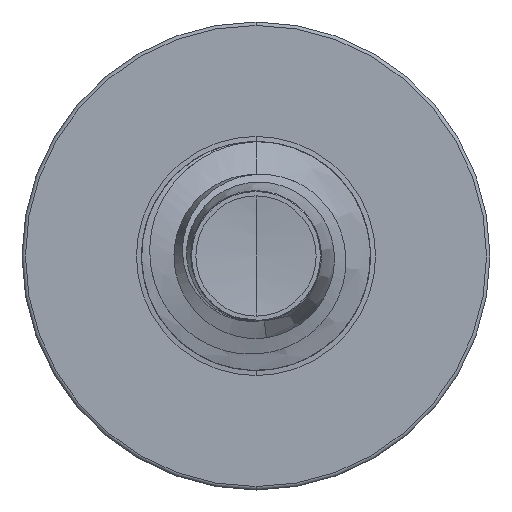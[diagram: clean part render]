
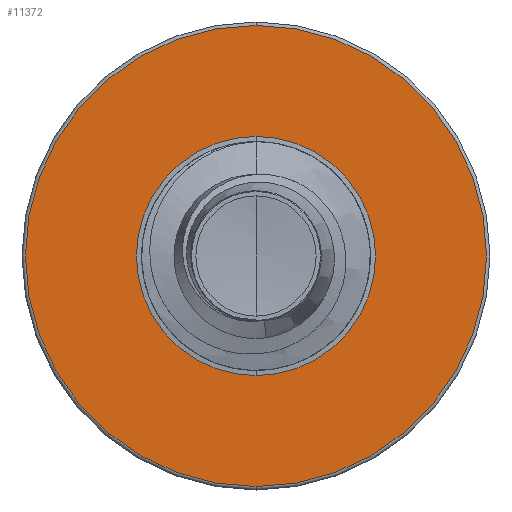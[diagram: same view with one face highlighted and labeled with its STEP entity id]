
A CAD part, front view. The second image highlights one B-rep face of the part: STEP entity #11372.
In plain terms, the highlighted planar face has unit normal (0, -1, 0).
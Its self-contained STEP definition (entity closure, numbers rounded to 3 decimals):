
#629 = FACE_BOUND ( 'NONE', #1765, .T. ) ;
#848 = CARTESIAN_POINT ( 'NONE',  ( 0., 7., 1.15 ) ) ;
#1076 = EDGE_CURVE ( 'NONE', #8965, #12368, #15095, .T. ) ;
#1338 = ORIENTED_EDGE ( 'NONE', *, *, #2333, .F. ) ;
#1441 = CARTESIAN_POINT ( 'NONE',  ( 0., 7., -1.15 ) ) ;
#1765 = EDGE_LOOP ( 'NONE', ( #2093, #1789 ) ) ;
#1789 = ORIENTED_EDGE ( 'NONE', *, *, #8795, .T. ) ;
#2093 = ORIENTED_EDGE ( 'NONE', *, *, #1076, .T. ) ;
#2333 = EDGE_CURVE ( 'NONE', #9991, #9018, #4512, .T. ) ;
#2651 = DIRECTION ( 'NONE',  ( 0., 0., 1. ) ) ;
#2670 = DIRECTION ( 'NONE',  ( 0., 1., 0. ) ) ;
#3309 = DIRECTION ( 'NONE',  ( 0., 0., 1. ) ) ;
#3578 = CARTESIAN_POINT ( 'NONE',  ( 0., 7., 0. ) ) ;
#4323 = DIRECTION ( 'NONE',  ( 0., 1., 0. ) ) ;
#4512 = CIRCLE ( 'NONE', #4717, 2.217 ) ;
#4717 = AXIS2_PLACEMENT_3D ( 'NONE', #10726, #11841, #8878 ) ;
#4993 = AXIS2_PLACEMENT_3D ( 'NONE', #3578, #2670, #2651 ) ;
#5986 = CARTESIAN_POINT ( 'NONE',  ( 0., 7., -2.217 ) ) ;
#6905 = CARTESIAN_POINT ( 'NONE',  ( 0., 7., -1.15 ) ) ;
#6967 = CIRCLE ( 'NONE', #11056, 2.217 ) ;
#6992 = CARTESIAN_POINT ( 'NONE',  ( 0., 7., 0. ) ) ;
#8185 = DIRECTION ( 'NONE',  ( 0., 0., 1. ) ) ;
#8795 = EDGE_CURVE ( 'NONE', #12368, #8965, #11177, .T. ) ;
#8878 = DIRECTION ( 'NONE',  ( 0., 0., 1. ) ) ;
#8965 = VERTEX_POINT ( 'NONE', #848 ) ;
#9018 = VERTEX_POINT ( 'NONE', #5986 ) ;
#9733 = EDGE_LOOP ( 'NONE', ( #1338, #10516 ) ) ;
#9902 = EDGE_CURVE ( 'NONE', #9018, #9991, #6967, .T. ) ;
#9991 = VERTEX_POINT ( 'NONE', #10289 ) ;
#10289 = CARTESIAN_POINT ( 'NONE',  ( 0., 7., 2.217 ) ) ;
#10481 = DIRECTION ( 'NONE',  ( 0., 1., 0. ) ) ;
#10516 = ORIENTED_EDGE ( 'NONE', *, *, #9902, .F. ) ;
#10726 = CARTESIAN_POINT ( 'NONE',  ( 0., 7., 0. ) ) ;
#11056 = AXIS2_PLACEMENT_3D ( 'NONE', #11398, #4323, #12516 ) ;
#11177 = CIRCLE ( 'NONE', #12795, 1.15 ) ;
#11372 = ADVANCED_FACE ( 'NONE', ( #13219, #629 ), #14835, .F. ) ;
#11398 = CARTESIAN_POINT ( 'NONE',  ( 0., 7., 0. ) ) ;
#11510 = AXIS2_PLACEMENT_3D ( 'NONE', #6905, #10481, #3309 ) ;
#11841 = DIRECTION ( 'NONE',  ( 0., 1., 0. ) ) ;
#12368 = VERTEX_POINT ( 'NONE', #1441 ) ;
#12516 = DIRECTION ( 'NONE',  ( 0., 0., 1. ) ) ;
#12795 = AXIS2_PLACEMENT_3D ( 'NONE', #6992, #14906, #8185 ) ;
#13219 = FACE_OUTER_BOUND ( 'NONE', #9733, .T. ) ;
#14835 = PLANE ( 'NONE',  #11510 ) ;
#14906 = DIRECTION ( 'NONE',  ( 0., 1., 0. ) ) ;
#15095 = CIRCLE ( 'NONE', #4993, 1.15 ) ;
